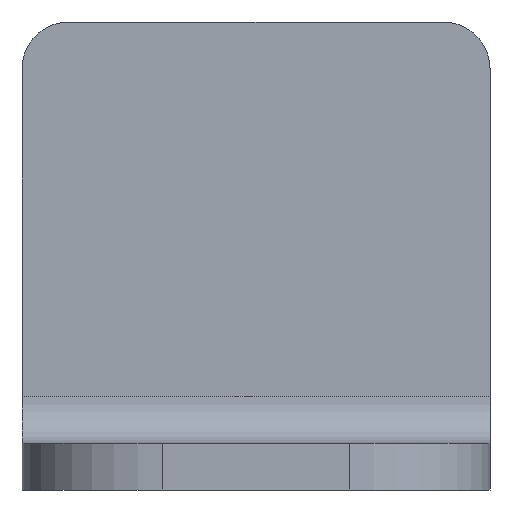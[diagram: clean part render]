
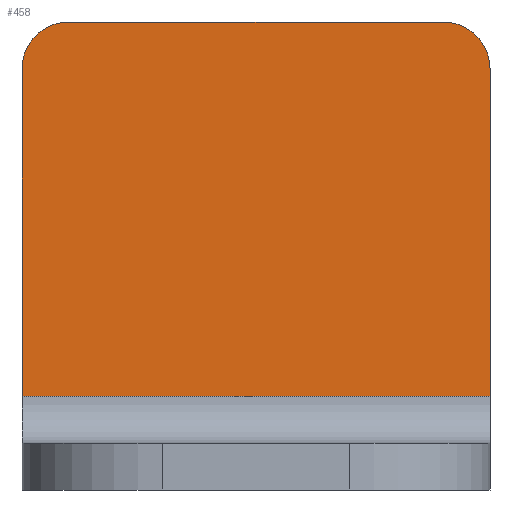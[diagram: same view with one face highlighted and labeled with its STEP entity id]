
A CAD part, front view. The second image highlights one B-rep face of the part: STEP entity #458.
In plain terms, the highlighted planar face has unit normal (0, -1, 0).
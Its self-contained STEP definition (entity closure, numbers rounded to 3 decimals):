
#109=CARTESIAN_POINT('',(-5.,-5.,-5.));
#110=DIRECTION('',(0.,-1.,0.));
#111=DIRECTION('',(1.,0.,0.));
#112=AXIS2_PLACEMENT_3D('',#109,#110,#111);
#114=DIRECTION('',(0.,0.,-1.));
#115=VECTOR('',#114,35.);
#116=CARTESIAN_POINT('',(0.,-5.,-5.));
#117=LINE('',#116,#115);
#118=DIRECTION('',(0.,0.,1.));
#119=VECTOR('',#118,35.);
#120=CARTESIAN_POINT('',(-50.,-5.,-40.));
#121=LINE('',#120,#119);
#122=CARTESIAN_POINT('',(-45.,-5.,-5.));
#123=DIRECTION('',(0.,-1.,0.));
#124=DIRECTION('',(0.,0.,1.));
#125=AXIS2_PLACEMENT_3D('',#122,#123,#124);
#127=DIRECTION('',(1.,0.,0.));
#128=VECTOR('',#127,40.);
#129=CARTESIAN_POINT('',(-45.,-5.,0.));
#130=LINE('',#129,#128);
#140=DIRECTION('',(1.,0.,0.));
#141=VECTOR('',#140,50.);
#142=CARTESIAN_POINT('',(-50.,-5.,-40.));
#143=LINE('',#142,#141);
#213=CARTESIAN_POINT('',(0.,-5.,-40.));
#214=VERTEX_POINT('',#213);
#215=CARTESIAN_POINT('',(-50.,-5.,-40.));
#216=VERTEX_POINT('',#215);
#237=CARTESIAN_POINT('',(0.,-5.,-5.));
#238=VERTEX_POINT('',#237);
#239=CARTESIAN_POINT('',(-5.,-5.,0.));
#240=VERTEX_POINT('',#239);
#245=CARTESIAN_POINT('',(-45.,-5.,0.));
#246=VERTEX_POINT('',#245);
#247=CARTESIAN_POINT('',(-50.,-5.,-5.));
#248=VERTEX_POINT('',#247);
#444=CARTESIAN_POINT('',(0.,-5.,0.));
#445=DIRECTION('',(0.,1.,0.));
#446=DIRECTION('',(1.,0.,0.));
#447=AXIS2_PLACEMENT_3D('',#444,#445,#446);
#448=PLANE('',#447);
#449=ORIENTED_EDGE('',*,*,#285,.F.);
#450=ORIENTED_EDGE('',*,*,#301,.T.);
#452=ORIENTED_EDGE('',*,*,#451,.F.);
#453=ORIENTED_EDGE('',*,*,#410,.T.);
#454=ORIENTED_EDGE('',*,*,#425,.F.);
#455=ORIENTED_EDGE('',*,*,#437,.T.);
#456=EDGE_LOOP('',(#449,#450,#452,#453,#454,#455));
#457=FACE_OUTER_BOUND('',#456,.F.);
#458=ADVANCED_FACE('',(#457),#448,.F.);
#113=CIRCLE('',#112,5.);
#126=CIRCLE('',#125,5.);
#285=EDGE_CURVE('',#238,#240,#113,.T.);
#301=EDGE_CURVE('',#238,#214,#117,.T.);
#410=EDGE_CURVE('',#216,#248,#121,.T.);
#425=EDGE_CURVE('',#246,#248,#126,.T.);
#437=EDGE_CURVE('',#246,#240,#130,.T.);
#451=EDGE_CURVE('',#216,#214,#143,.T.);
